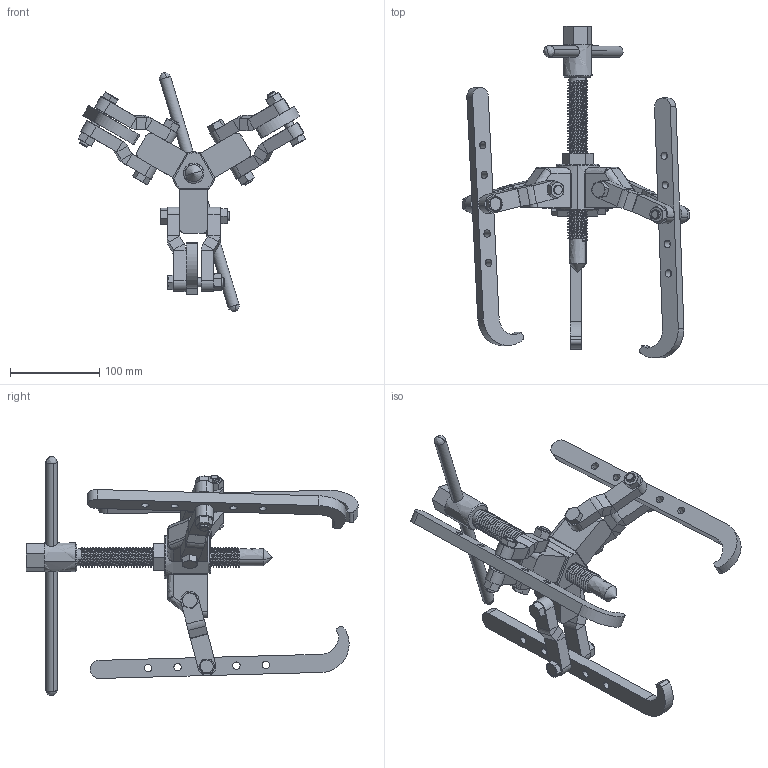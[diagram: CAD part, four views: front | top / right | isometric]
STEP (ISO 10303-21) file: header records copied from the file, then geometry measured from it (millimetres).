
FILE_DESCRIPTION(('FreeCAD Model'),'2;1');
FILE_NAME('Open CASCADE Shape Model','2025-05-09T04:56:57',('FreeCAD'),( 'FreeCAD'),'Open CASCADE STEP processor 7.6','FreeCAD','Unknown');
FILE_SCHEMA(('AUTOMOTIVE_DESIGN { 1 0 10303 214 1 1 1 1 }'));
Length unit declared in the file: millimetre
Products named in the file (1): Open CASCADE STEP translator 7.6 1
Bounding box: 255.16 x 372.81 x 268.44 mm (x, y, z)
Volume: 808509.8 mm3; surface area: 209281.9 mm2
Topology: 24 solids, 24 shells, 786 faces, 1850 edges, 1109 vertices
Faces by surface type: bspline 786
Entity records: 29796 total; most frequent: CARTESIAN_POINT 19286, ORIENTED_EDGE 3672, EDGE_CURVE 1836, VERTEX_POINT 1109, B_SPLINE_CURVE_WITH_KNOTS 1015, FACE_BOUND 873, EDGE_LOOP 873, ADVANCED_FACE 786
